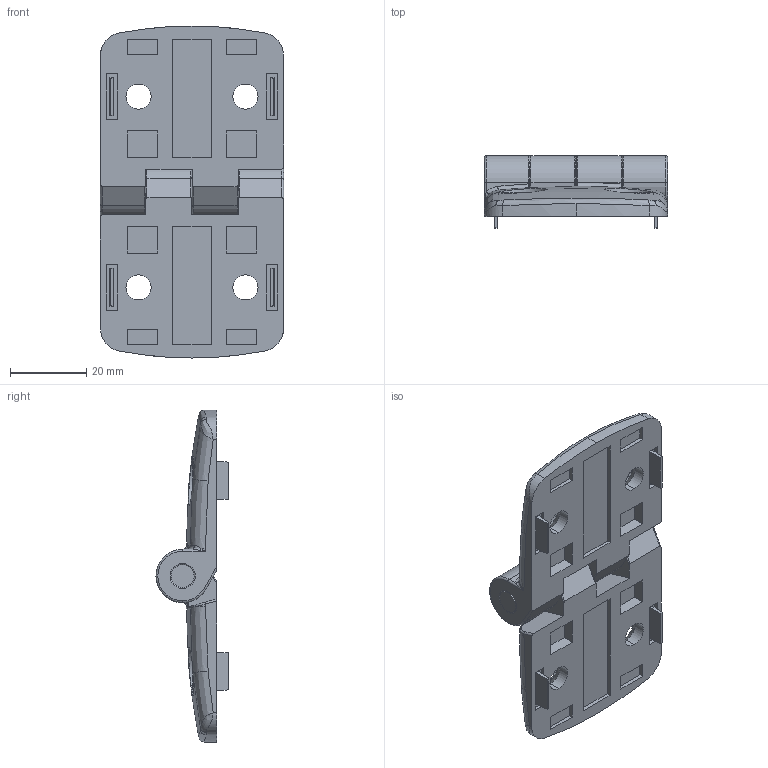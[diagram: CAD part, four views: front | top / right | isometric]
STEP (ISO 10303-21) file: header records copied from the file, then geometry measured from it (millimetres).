
FILE_DESCRIPTION (( 'STEP AP203' ), '1' );
FILE_NAME ('151264.step', '2021-06-03T16:03:54', ( '' ), ( '' ), 'SwSTEP 2.0', 'SolidWorks 2021', '' );
FILE_SCHEMA (( 'CONFIG_CONTROL_DESIGN' ));
Length unit declared in the file: millimetre
Products named in the file (1): 151264
Bounding box: 48 x 18.9 x 87 mm (x, y, z)
Volume: 27050.9 mm3; surface area: 14403.3 mm2
Topology: 3 solids, 3 shells, 256 faces, 640 edges, 398 vertices
Faces by surface type: plane 116, cylinder 58, bspline 46, torus 28, cone 8
Entity records: 9967 total; most frequent: CARTESIAN_POINT 4173, ORIENTED_EDGE 1268, DIRECTION 1054, EDGE_CURVE 634, VERTEX_POINT 398, AXIS2_PLACEMENT_3D 363, VECTOR 328, LINE 328
